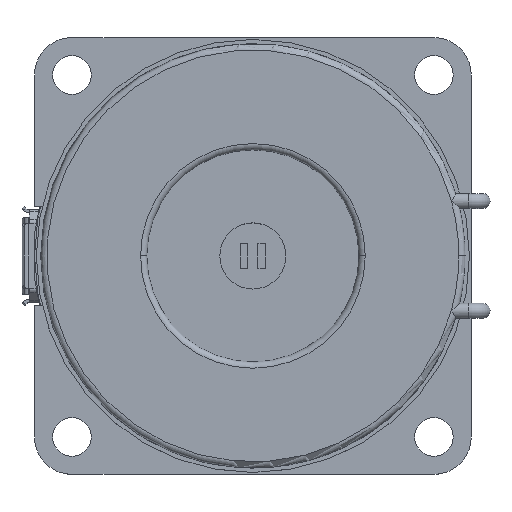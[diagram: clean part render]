
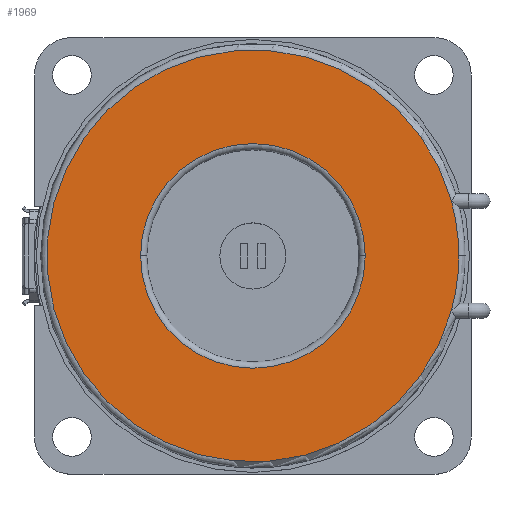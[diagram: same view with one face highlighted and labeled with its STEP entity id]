
A CAD part, top view. The second image highlights one B-rep face of the part: STEP entity #1969.
In plain terms, the highlighted planar face has unit normal (0, 0, 1).
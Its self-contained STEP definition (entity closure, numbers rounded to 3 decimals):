
#1205=CARTESIAN_POINT('',(0.,0.,2.5));
#1206=DIRECTION('',(0.,0.,-1.));
#1207=DIRECTION('',(1.,0.,0.));
#1208=AXIS2_PLACEMENT_3D('',#1205,#1206,#1207);
#1213=CARTESIAN_POINT('',(0.,0.,2.5));
#1214=DIRECTION('',(0.,0.,-1.));
#1215=DIRECTION('',(-1.,0.,0.));
#1216=AXIS2_PLACEMENT_3D('',#1213,#1214,#1215);
#1221=CARTESIAN_POINT('',(0.,0.,2.5));
#1222=DIRECTION('',(0.,0.,1.));
#1223=DIRECTION('',(1.,0.,0.));
#1224=AXIS2_PLACEMENT_3D('',#1221,#1222,#1223);
#1229=CARTESIAN_POINT('',(0.,0.,2.5));
#1230=DIRECTION('',(0.,0.,1.));
#1231=DIRECTION('',(0.964,-0.267,0.));
#1232=AXIS2_PLACEMENT_3D('',#1229,#1230,#1231);
#1237=CARTESIAN_POINT('',(0.,0.,2.5));
#1238=DIRECTION('',(0.,0.,1.));
#1239=DIRECTION('',(0.964,0.267,0.));
#1240=AXIS2_PLACEMENT_3D('',#1237,#1238,#1239);
#1245=CARTESIAN_POINT('',(15.903,-4.4,2.5));
#1266=CARTESIAN_POINT('',(15.903,4.4,2.5));
#1770=CARTESIAN_POINT('',(-9.,0.,2.5));
#1772=VERTEX_POINT('',#1770);
#1774=CARTESIAN_POINT('',(9.,0.,2.5));
#1776=VERTEX_POINT('',#1774);
#1786=CARTESIAN_POINT('',(16.5,0.,2.5));
#1788=VERTEX_POINT('',#1786);
#1848=VERTEX_POINT('',#1266);
#1849=VERTEX_POINT('',#1245);
#1952=CARTESIAN_POINT('',(0.,0.,2.5));
#1953=DIRECTION('',(0.,0.,1.));
#1954=DIRECTION('',(1.,0.,0.));
#1955=AXIS2_PLACEMENT_3D('',#1952,#1953,#1954);
#1956=PLANE('',#1955);
#1958=ORIENTED_EDGE('',*,*,#1957,.F.);
#1960=ORIENTED_EDGE('',*,*,#1959,.F.);
#1962=ORIENTED_EDGE('',*,*,#1961,.F.);
#1963=EDGE_LOOP('',(#1958,#1960,#1962));
#1964=FACE_OUTER_BOUND('',#1963,.F.);
#1965=ORIENTED_EDGE('',*,*,#1935,.F.);
#1966=ORIENTED_EDGE('',*,*,#1918,.F.);
#1967=EDGE_LOOP('',(#1965,#1966));
#1968=FACE_BOUND('',#1967,.F.);
#1969=ADVANCED_FACE('',(#1964,#1968),#1956,.T.);
#1209=CIRCLE('',#1208,9.);
#1217=CIRCLE('',#1216,9.);
#1225=CIRCLE('',#1224,16.5);
#1233=CIRCLE('',#1232,16.5);
#1241=CIRCLE('',#1240,16.5);
#1918=EDGE_CURVE('',#1772,#1776,#1217,.T.);
#1935=EDGE_CURVE('',#1776,#1772,#1209,.T.);
#1957=EDGE_CURVE('',#1848,#1849,#1241,.T.);
#1959=EDGE_CURVE('',#1788,#1848,#1225,.T.);
#1961=EDGE_CURVE('',#1849,#1788,#1233,.T.);
